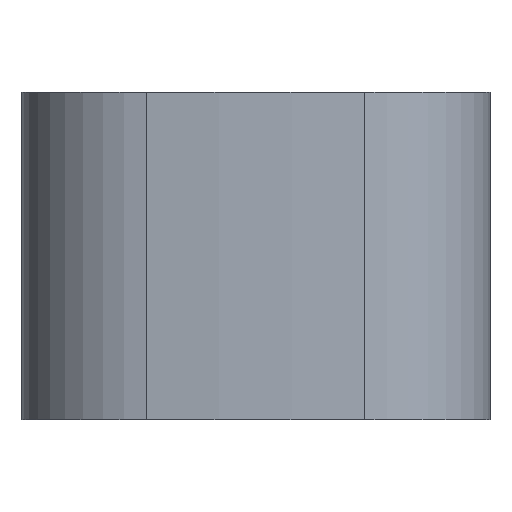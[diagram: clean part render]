
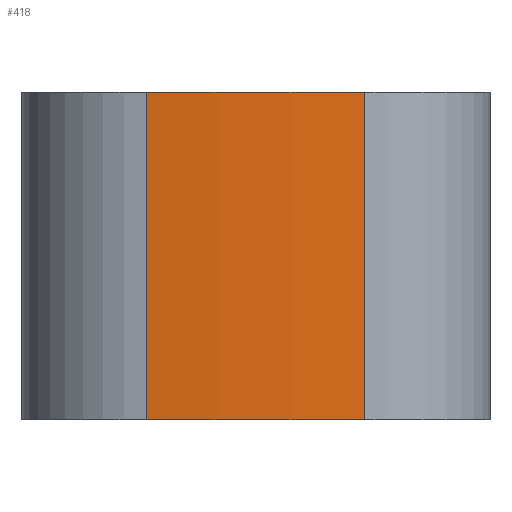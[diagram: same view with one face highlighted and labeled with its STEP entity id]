
A CAD part, front view. The second image highlights one B-rep face of the part: STEP entity #418.
In plain terms, the highlighted cylindrical face has radius 23.288 mm (diameter 46.575 mm), a partial arc.
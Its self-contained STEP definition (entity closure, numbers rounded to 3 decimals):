
#10 = AXIS2_PLACEMENT_3D ( 'NONE', #464, #465, #466 ) ;
#40 = EDGE_CURVE ( 'NONE', #293, #279, #137, .T. ) ;
#94 = AXIS2_PLACEMENT_3D ( 'NONE', #1191, #1194, #1188 ) ;
#106 = EDGE_CURVE ( 'NONE', #205, #293, #821, .T. ) ;
#107 = EDGE_CURVE ( 'NONE', #291, #279, #830, .T. ) ;
#112 = EDGE_CURVE ( 'NONE', #205, #291, #720, .T. ) ;
#137 = CIRCLE ( 'NONE', #94, 23.287 ) ;
#205 = VERTEX_POINT ( 'NONE', #587 ) ;
#245 = ORIENTED_EDGE ( 'NONE', *, *, #107, .F. ) ;
#265 = ORIENTED_EDGE ( 'NONE', *, *, #112, .F. ) ;
#279 = VERTEX_POINT ( 'NONE', #612 ) ;
#291 = VERTEX_POINT ( 'NONE', #622 ) ;
#293 = VERTEX_POINT ( 'NONE', #624 ) ;
#418 = ADVANCED_FACE ( 'NONE', ( #1185 ), #553, .T. ) ;
#443 = CARTESIAN_POINT ( 'NONE',  ( -2.344, -5.413, 7. ) ) ;
#451 = DIRECTION ( 'NONE',  ( 0., 0., -1. ) ) ;
#452 = CARTESIAN_POINT ( 'NONE',  ( 2.327, -5.478, 7. ) ) ;
#453 = DIRECTION ( 'NONE',  ( 0., 0., -1. ) ) ;
#464 = CARTESIAN_POINT ( 'NONE',  ( 0.314, 17.722, 7. ) ) ;
#465 = DIRECTION ( 'NONE',  ( 0., 0., 1. ) ) ;
#466 = DIRECTION ( 'NONE',  ( -1., 0., 0. ) ) ;
#553 = CYLINDRICAL_SURFACE ( 'NONE', #961, 23.287 ) ;
#587 = CARTESIAN_POINT ( 'NONE',  ( -2.344, -5.413, 7. ) ) ;
#612 = CARTESIAN_POINT ( 'NONE',  ( 2.327, -5.478, 0. ) ) ;
#622 = CARTESIAN_POINT ( 'NONE',  ( 2.327, -5.478, 7. ) ) ;
#624 = CARTESIAN_POINT ( 'NONE',  ( -2.344, -5.413, 0. ) ) ;
#662 = DIRECTION ( 'NONE',  ( -1., 0., 0. ) ) ;
#664 = DIRECTION ( 'NONE',  ( 0., 0., -1. ) ) ;
#666 = CARTESIAN_POINT ( 'NONE',  ( 0.314, 17.722, 7. ) ) ;
#720 = CIRCLE ( 'NONE', #10, 23.287 ) ;
#821 = LINE ( 'NONE', #443, #824 ) ;
#824 = VECTOR ( 'NONE', #451, 1000. ) ;
#828 = VECTOR ( 'NONE', #453, 1000. ) ;
#830 = LINE ( 'NONE', #452, #828 ) ;
#961 = AXIS2_PLACEMENT_3D ( 'NONE', #666, #664, #662 ) ;
#969 = ORIENTED_EDGE ( 'NONE', *, *, #40, .T. ) ;
#970 = ORIENTED_EDGE ( 'NONE', *, *, #106, .T. ) ;
#1099 = EDGE_LOOP ( 'NONE', ( #969, #245, #265, #970 ) ) ;
#1185 = FACE_OUTER_BOUND ( 'NONE', #1099, .T. ) ;
#1188 = DIRECTION ( 'NONE',  ( -1., 0., 0. ) ) ;
#1191 = CARTESIAN_POINT ( 'NONE',  ( 0.314, 17.722, 0. ) ) ;
#1194 = DIRECTION ( 'NONE',  ( 0., 0., 1. ) ) ;
